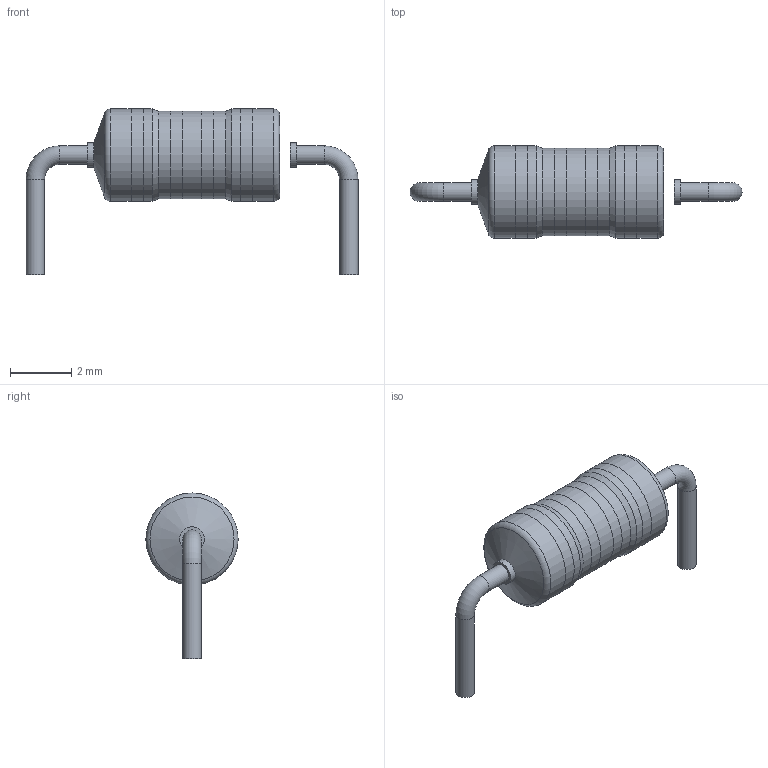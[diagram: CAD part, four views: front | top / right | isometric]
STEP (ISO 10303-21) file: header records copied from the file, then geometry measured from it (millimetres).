
FILE_DESCRIPTION(/* description */ (''),/* implementation_level */ '2;1');
FILE_NAME(/* name */ 'INDAD1020W60L680D300 v1.step',/* time_stamp */ '2022-06-08T13:35:09+01:00',/* author */ (''),/* organization */ (''),/* preprocessor_version */ 'ST-DEVELOPER v19',/* originating_system */ 'Autodesk Translation Framework v11.7.0.108',/* authorisation */ '');
FILE_SCHEMA (('AUTOMOTIVE_DESIGN { 1 0 10303 214 3 1 1 }'));
Length unit declared in the file: millimetre
Products named in the file (1): INDAD1020W60L680D300
Bounding box: 10.8 x 3 x 5.4 mm (x, y, z)
Volume: 43.6 mm3; surface area: 144.9 mm2
Topology: 7 solids, 7 shells, 55 faces, 93 edges, 60 vertices
Faces by surface type: cylinder 25, plane 22, torus 4, cone 4
Full cylindrical faces by diameter (mm): 0.6 x4, 0.8 x2, 2.454 x8, 2.854 x5, 3 x6
Entity records: 1408 total; most frequent: DIRECTION 269, CARTESIAN_POINT 209, ORIENTED_EDGE 186, AXIS2_PLACEMENT_3D 120, EDGE_CURVE 93, EDGE_LOOP 71, CIRCLE 64, VERTEX_POINT 60
